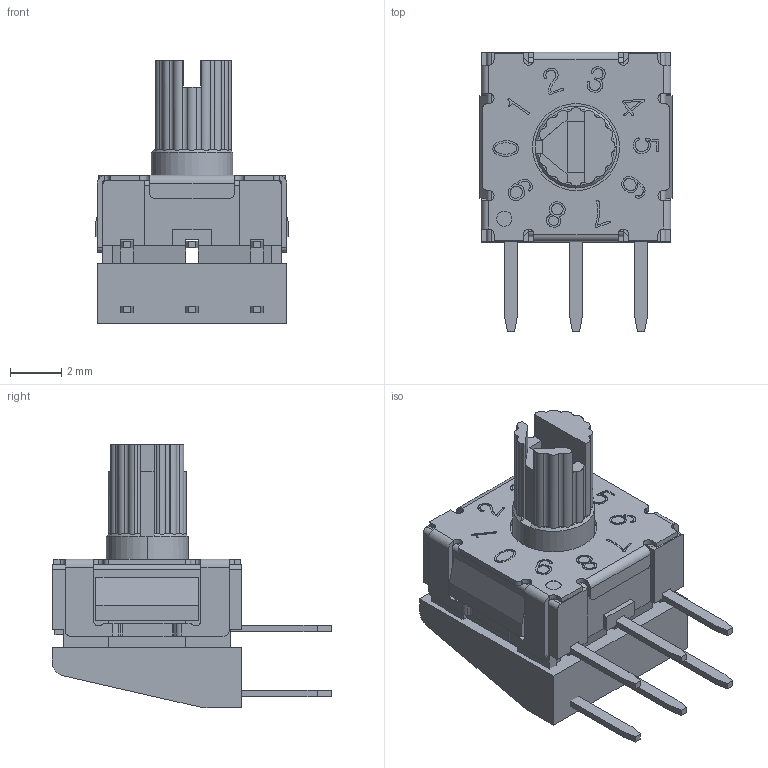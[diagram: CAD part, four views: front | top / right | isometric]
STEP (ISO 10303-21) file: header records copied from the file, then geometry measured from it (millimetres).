
FILE_DESCRIPTION (( 'STEP AP214' ), '1' );
FILE_NAME ('CUI_DEVICES_RDS-10S-74R45A-254-D.step', '2020-11-06T19:26:18', ( '' ), ( '' ), 'SwSTEP 2.0', 'SolidWorks 2020', '' );
FILE_SCHEMA (( 'AUTOMOTIVE_DESIGN' ));
Length unit declared in the file: inch
Products named in the file (1): CUI_DEVICES_RDS-10S-74R45A-254-D
Bounding box: 7.5 x 10.9 x 10.3 mm (x, y, z)
Volume: 248 mm3; surface area: 868.6 mm2
Topology: 12 solids, 12 shells, 963 faces, 2695 edges, 1782 vertices
Faces by surface type: plane 465, bspline 252, cylinder 219, cone 27
Entity records: 38711 total; most frequent: CARTESIAN_POINT 15060, ORIENTED_EDGE 5390, DIRECTION 4102, EDGE_CURVE 2695, VERTEX_POINT 1782, VECTOR 1578, LINE 1578, AXIS2_PLACEMENT_3D 1262
